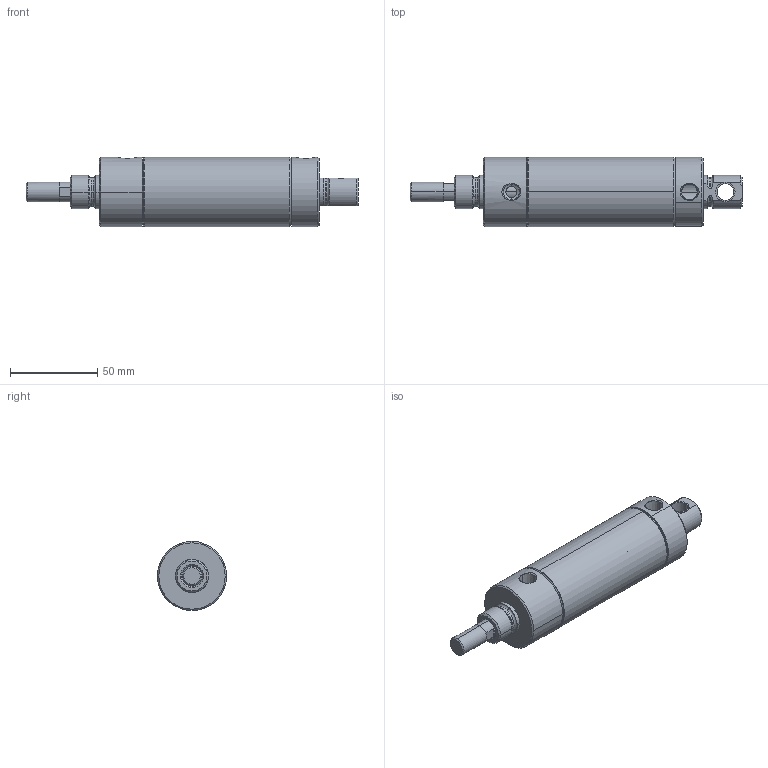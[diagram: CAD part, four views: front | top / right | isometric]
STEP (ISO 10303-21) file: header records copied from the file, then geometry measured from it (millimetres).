
FILE_DESCRIPTION (( 'STEP AP203' ), '1' );
FILE_NAME ('F24020DD-M.step', '2021-11-04T15:13:17', ( '' ), ( '' ), 'SwSTEP 2.0', 'SolidWorks 2021', '' );
FILE_SCHEMA (( 'CONFIG_CONTROL_DESIGN' ));
Length unit declared in the file: millimetre
Products named in the file (6): F24020DD-M_5; F24020DD-M_3; F24020DD-M_11; F24020DD-M_9; F24020DD-M_7; F24020DD-M
Assembly tree (5 placements, depth 2):
  F24020DD-M
    F24020DD-M_3
    F24020DD-M_5
    F24020DD-M_7
    F24020DD-M_9
    F24020DD-M_11
Bounding box: 190.5 x 39.62 x 39.62 mm (x, y, z)
Volume: 104385.7 mm3; surface area: 49838.2 mm2
Topology: 5 solids, 5 shells, 157 faces, 363 edges, 221 vertices
Faces by surface type: cylinder 58, cone 56, plane 35, torus 8
Entity records: 5474 total; most frequent: CARTESIAN_POINT 1180, DIRECTION 844, ORIENTED_EDGE 722, EDGE_CURVE 361, AXIS2_PLACEMENT_3D 349, VERTEX_POINT 221, CIRCLE 184, EDGE_LOOP 176
